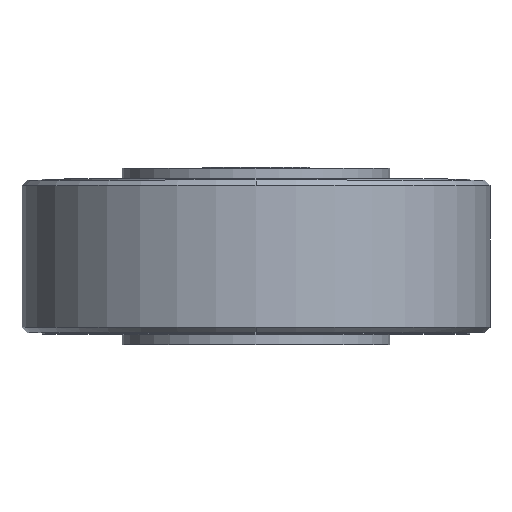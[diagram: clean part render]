
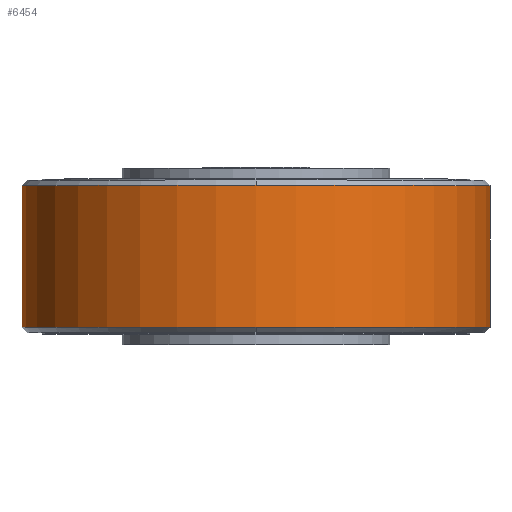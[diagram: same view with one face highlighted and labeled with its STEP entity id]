
A CAD part, top view. The second image highlights one B-rep face of the part: STEP entity #6454.
In plain terms, the highlighted cylindrical face has radius 87.5 mm (diameter 175 mm), a partial arc.
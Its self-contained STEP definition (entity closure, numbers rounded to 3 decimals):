
#36 = CARTESIAN_POINT ( 'NONE',  ( 0., 2., 0. ) ) ;
#76 = EDGE_CURVE ( 'NONE', #4934, #6249, #3962, .T. ) ;
#357 = AXIS2_PLACEMENT_3D ( 'NONE', #9040, #11843, #8836 ) ;
#997 = DIRECTION ( 'NONE',  ( 0., 0., 1. ) ) ;
#1512 = ORIENTED_EDGE ( 'NONE', *, *, #76, .T. ) ;
#1652 = AXIS2_PLACEMENT_3D ( 'NONE', #12050, #11914, #997 ) ;
#1774 = CARTESIAN_POINT ( 'NONE',  ( 18.601, 55., -85.5 ) ) ;
#2588 = CARTESIAN_POINT ( 'NONE',  ( 0., 57., 0. ) ) ;
#3162 = ORIENTED_EDGE ( 'NONE', *, *, #3894, .T. ) ;
#3242 = DIRECTION ( 'NONE',  ( 0., 0., 1. ) ) ;
#3305 = CARTESIAN_POINT ( 'NONE',  ( 0., 2., 87.5 ) ) ;
#3459 = EDGE_CURVE ( 'NONE', #12123, #11229, #12401, .T. ) ;
#3473 = VECTOR ( 'NONE', #15215, 1000. ) ;
#3539 = AXIS2_PLACEMENT_3D ( 'NONE', #12578, #18836, #3242 ) ;
#3793 = DIRECTION ( 'NONE',  ( 0., -1., 0. ) ) ;
#3894 = EDGE_CURVE ( 'NONE', #6249, #3938, #17048, .T. ) ;
#3938 = VERTEX_POINT ( 'NONE', #3305 ) ;
#3962 = LINE ( 'NONE', #8789, #3473 ) ;
#4277 = CYLINDRICAL_SURFACE ( 'NONE', #11166, 87.5 ) ;
#4934 = VERTEX_POINT ( 'NONE', #6662 ) ;
#5297 = AXIS2_PLACEMENT_3D ( 'NONE', #36, #18899, #9433 ) ;
#6249 = VERTEX_POINT ( 'NONE', #9809 ) ;
#6454 = ADVANCED_FACE ( 'NONE', ( #7167 ), #4277, .T. ) ;
#6662 = CARTESIAN_POINT ( 'NONE',  ( -18.601, 55., -85.5 ) ) ;
#7001 = CIRCLE ( 'NONE', #5297, 87.5 ) ;
#7167 = FACE_OUTER_BOUND ( 'NONE', #8741, .T. ) ;
#7484 = DIRECTION ( 'NONE',  ( 0., -1., 0. ) ) ;
#8484 = CARTESIAN_POINT ( 'NONE',  ( 18.601, 57., -85.5 ) ) ;
#8741 = EDGE_LOOP ( 'NONE', ( #10191, #18883, #12602, #1512, #3162, #17511 ) ) ;
#8789 = CARTESIAN_POINT ( 'NONE',  ( -18.601, 57., -85.5 ) ) ;
#8836 = DIRECTION ( 'NONE',  ( 0., 0., 1. ) ) ;
#9040 = CARTESIAN_POINT ( 'NONE',  ( 0., 55., 0. ) ) ;
#9433 = DIRECTION ( 'NONE',  ( 0., 0., 1. ) ) ;
#9809 = CARTESIAN_POINT ( 'NONE',  ( -18.601, 2., -85.5 ) ) ;
#10191 = ORIENTED_EDGE ( 'NONE', *, *, #3459, .F. ) ;
#10903 = VECTOR ( 'NONE', #3793, 1000. ) ;
#11166 = AXIS2_PLACEMENT_3D ( 'NONE', #2588, #7484, #12216 ) ;
#11229 = VERTEX_POINT ( 'NONE', #20072 ) ;
#11347 = EDGE_CURVE ( 'NONE', #3938, #11229, #7001, .T. ) ;
#11389 = CIRCLE ( 'NONE', #357, 87.5 ) ;
#11619 = CIRCLE ( 'NONE', #1652, 87.5 ) ;
#11843 = DIRECTION ( 'NONE',  ( 0., -1., 0. ) ) ;
#11914 = DIRECTION ( 'NONE',  ( 0., -1., 0. ) ) ;
#12050 = CARTESIAN_POINT ( 'NONE',  ( 0., 55., 0. ) ) ;
#12123 = VERTEX_POINT ( 'NONE', #1774 ) ;
#12216 = DIRECTION ( 'NONE',  ( 0., 0., -1. ) ) ;
#12401 = LINE ( 'NONE', #8484, #10903 ) ;
#12578 = CARTESIAN_POINT ( 'NONE',  ( 0., 2., 0. ) ) ;
#12602 = ORIENTED_EDGE ( 'NONE', *, *, #17335, .T. ) ;
#15215 = DIRECTION ( 'NONE',  ( 0., -1., 0. ) ) ;
#16111 = CARTESIAN_POINT ( 'NONE',  ( 0., 55., 87.5 ) ) ;
#17048 = CIRCLE ( 'NONE', #3539, 87.5 ) ;
#17245 = EDGE_CURVE ( 'NONE', #12123, #17364, #11619, .T. ) ;
#17335 = EDGE_CURVE ( 'NONE', #17364, #4934, #11389, .T. ) ;
#17364 = VERTEX_POINT ( 'NONE', #16111 ) ;
#17511 = ORIENTED_EDGE ( 'NONE', *, *, #11347, .T. ) ;
#18836 = DIRECTION ( 'NONE',  ( 0., 1., 0. ) ) ;
#18883 = ORIENTED_EDGE ( 'NONE', *, *, #17245, .T. ) ;
#18899 = DIRECTION ( 'NONE',  ( 0., 1., 0. ) ) ;
#20072 = CARTESIAN_POINT ( 'NONE',  ( 18.601, 2., -85.5 ) ) ;
